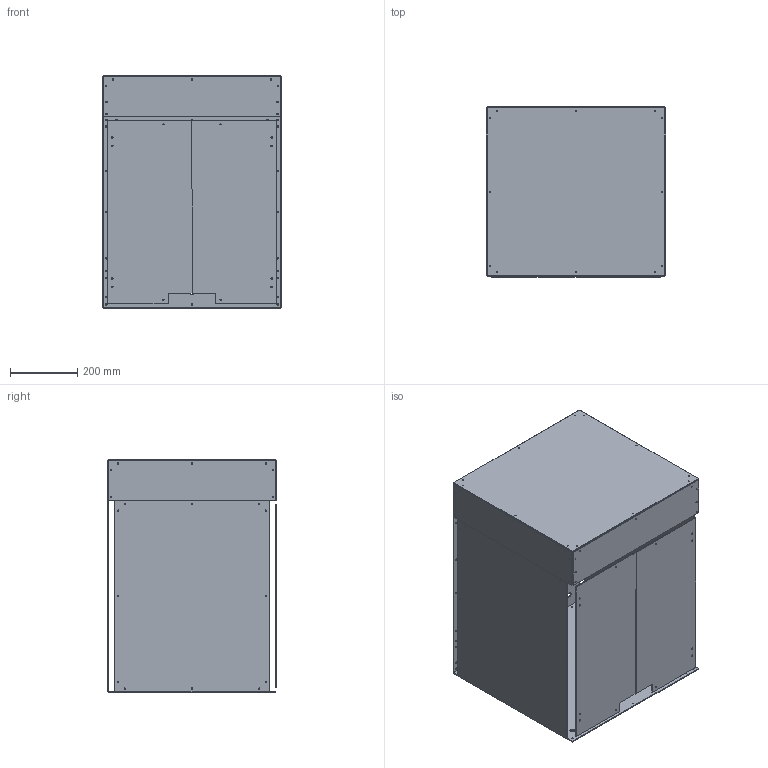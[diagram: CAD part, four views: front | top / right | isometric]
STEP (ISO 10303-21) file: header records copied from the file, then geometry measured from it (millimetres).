
FILE_DESCRIPTION(/* description */ (''),/* implementation_level */ '2;1');
FILE_NAME(/* name */ 'Panels.step',/* time_stamp */ '2023-01-11T15:52:44-05:00',/* author */ (''),/* organization */ (''),/* preprocessor_version */ 'ST-DEVELOPER v19.2',/* originating_system */ 'Autodesk Translation Framework v11.17.0.187',/* authorisation */ '');
FILE_SCHEMA (('AUTOMOTIVE_DESIGN { 1 0 10303 214 3 1 1 }'));
Length unit declared in the file: millimetre
Products named in the file (17): Vz-330; Enclosure; right panel (1); left panel (1); Front panels; Left panel; right panel ; bottom panel; Top Cover; back panel; right panel; left panel_1; top panel; panel front; Rear_Panel_1x_Aluminium; Enclosure_1; Rear panel
Assembly tree (16 placements, depth 5):
  Vz-330
    Enclosure
      right panel (1)
      left panel (1)
      Front panels
        Left panel
        right panel 
      bottom panel
      Top Cover
        back panel
        right panel
        left panel_1
        top panel
        panel front
      Rear_Panel_1x_Aluminium
        Enclosure_1
          Rear panel
Bounding box: 536 x 506 x 696 mm (x, y, z)
Volume: 5577473.9 mm3; surface area: 3785426.3 mm2
Topology: 11 solids, 11 shells, 258 faces, 699 edges, 466 vertices
Faces by surface type: cylinder 153, plane 103, bspline 2
Full cylindrical faces by diameter (mm): 3.3 x62, 4.2 x4, 4.3 x34, 4.4 x12, 4.5 x4, 4.8 x2, 5.4 x4, 115 x1
Entity records: 10620 total; most frequent: DIRECTION 1589, CARTESIAN_POINT 1491, ORIENTED_EDGE 1398, EDGE_CURVE 699, AXIS2_PLACEMENT_3D 600, EDGE_LOOP 525, VERTEX_POINT 466, LINE 389
